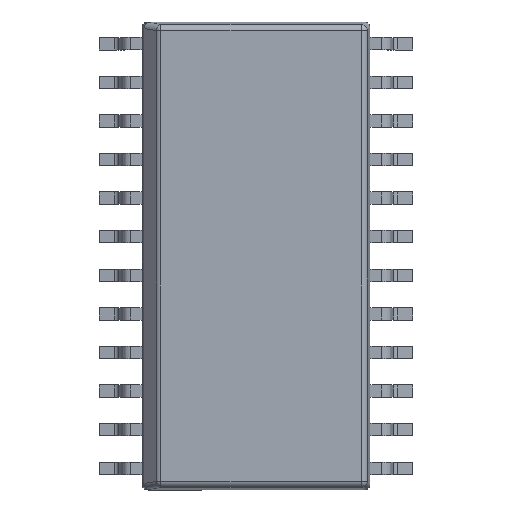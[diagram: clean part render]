
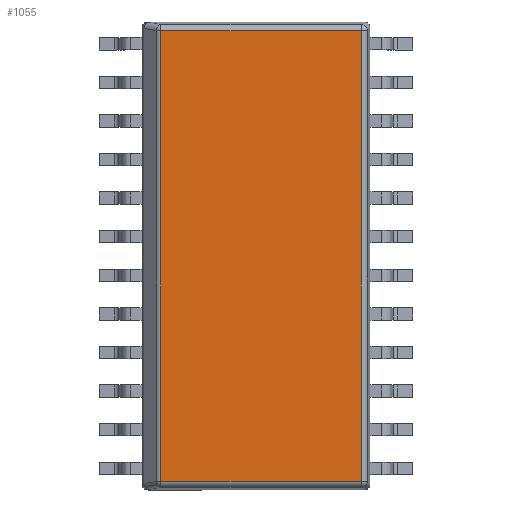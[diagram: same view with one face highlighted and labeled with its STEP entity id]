
A CAD part, top view. The second image highlights one B-rep face of the part: STEP entity #1055.
In plain terms, the highlighted face is planar.
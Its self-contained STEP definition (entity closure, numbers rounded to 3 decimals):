
#151=DIRECTION('',(1.,0.,0.));
#194=DIRECTION('',(0.,0.,-1.));
#288=VECTOR('',#194,6.596);
#289=CARTESIAN_POINT('',(7.414,0.668,3.464));
#290=LINE('',#289,#288);
#295=VECTOR('',#151,14.829);
#296=CARTESIAN_POINT('',(-7.414,0.668,-3.131));
#297=LINE('',#296,#295);
#303=DIRECTION('',(0.,0.,1.));
#304=DIRECTION('',(0.,1.,0.));
#317=VECTOR('',#303,6.596);
#318=LINE('',#296,#317);
#335=CARTESIAN_POINT('',(-7.414,0.668,3.464));
#336=LINE('',#335,#295);
#771=VERTEX_POINT('',#335);
#772=VERTEX_POINT('',#289);
#813=VERTEX_POINT('',#296);
#814=CARTESIAN_POINT('',(7.414,0.668,-3.131));
#815=VERTEX_POINT('',#814);
#1033=EDGE_CURVE('',#772,#815,#290,.T.);
#1043=CARTESIAN_POINT('',(0.,0.668,0.));
#1044=AXIS2_PLACEMENT_3D('',#1043,#304,#151);
#1045=PLANE('',#1044);
#1046=EDGE_CURVE('',#813,#815,#297,.T.);
#1047=ORIENTED_EDGE('',*,*,#1046,.T.);
#1048=ORIENTED_EDGE('',*,*,#1033,.F.);
#1049=EDGE_CURVE('',#771,#772,#336,.T.);
#1050=ORIENTED_EDGE('',*,*,#1049,.F.);
#1051=EDGE_CURVE('',#813,#771,#318,.T.);
#1052=ORIENTED_EDGE('',*,*,#1051,.F.);
#1053=EDGE_LOOP('',(#1047,#1048,#1050,#1052));
#1054=FACE_OUTER_BOUND('',#1053,.F.);
#1055=ADVANCED_FACE('',(#1054),#1045,.T.);
